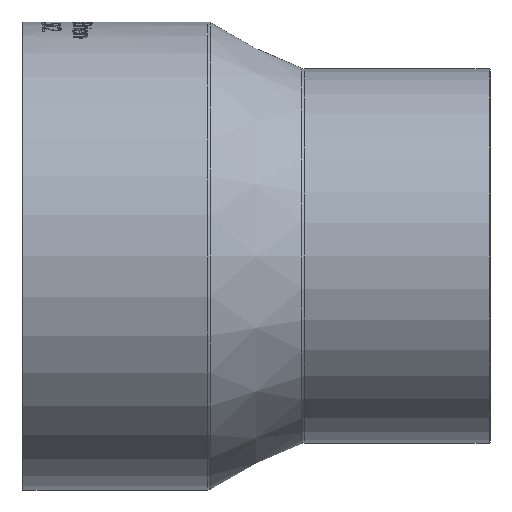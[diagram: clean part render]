
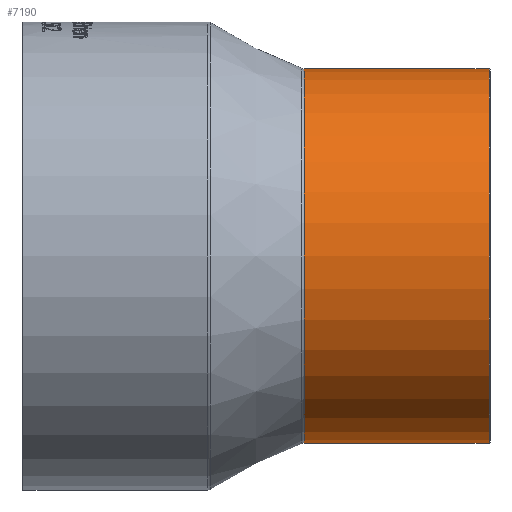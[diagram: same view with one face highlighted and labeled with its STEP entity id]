
A CAD part, front view. The second image highlights one B-rep face of the part: STEP entity #7190.
In plain terms, the highlighted cylindrical face has radius 25.4 mm (diameter 50.8 mm), a full revolution.
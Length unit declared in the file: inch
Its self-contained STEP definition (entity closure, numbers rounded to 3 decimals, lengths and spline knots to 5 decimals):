
#91=FACE_BOUND('',#1282,.T.);
#842=FACE_OUTER_BOUND('',#1281,.T.);
#1281=EDGE_LOOP('',(#6717));
#1282=EDGE_LOOP('',(#6718));
#1858=CIRCLE('',#7562,1.);
#1859=CIRCLE('',#7564,1.);
#3526=VERTEX_POINT('',#16311);
#3527=VERTEX_POINT('',#16314);
#4595=EDGE_CURVE('',#3526,#3526,#1858,.T.);
#4596=EDGE_CURVE('',#3527,#3527,#1859,.T.);
#6717=ORIENTED_EDGE('',*,*,#4596,.F.);
#6718=ORIENTED_EDGE('',*,*,#4595,.F.);
#6773=CYLINDRICAL_SURFACE('',#7563,1.);
#7190=ADVANCED_FACE('',(#842,#91),#6773,.T.);
#7562=AXIS2_PLACEMENT_3D('',#16312,#8774,#8775);
#7563=AXIS2_PLACEMENT_3D('',#16313,#8776,#8777);
#7564=AXIS2_PLACEMENT_3D('',#16315,#8778,#8779);
#8774=DIRECTION('center_axis',(1.,0.,0.));
#8775=DIRECTION('ref_axis',(0.,-1.,0.));
#8776=DIRECTION('center_axis',(1.,0.,0.));
#8777=DIRECTION('ref_axis',(0.,1.,0.));
#8778=DIRECTION('center_axis',(-1.,0.,0.));
#8779=DIRECTION('ref_axis',(0.,-1.,0.));
#16311=CARTESIAN_POINT('',(2.495,1.,0.));
#16312=CARTESIAN_POINT('Origin',(2.495,0.,0.));
#16313=CARTESIAN_POINT('Origin',(2.,0.,0.));
#16314=CARTESIAN_POINT('',(1.50732,1.,0.));
#16315=CARTESIAN_POINT('Origin',(1.50732,0.,0.));
